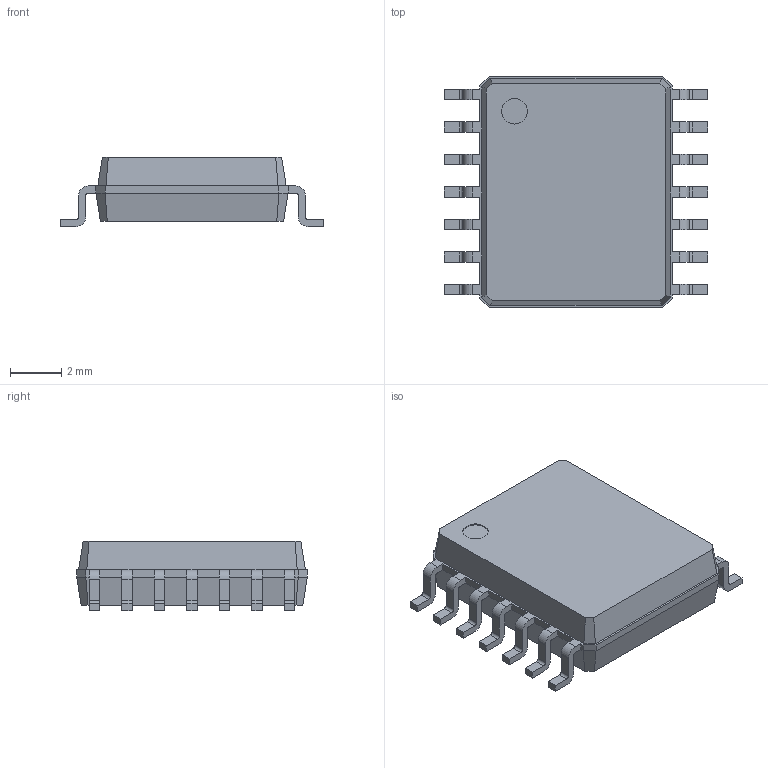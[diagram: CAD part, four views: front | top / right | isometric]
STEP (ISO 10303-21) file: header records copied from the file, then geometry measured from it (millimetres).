
FILE_DESCRIPTION(/* description */ ('model of SOIC-14W_7.5x9.0mm_P1.27mm'),/* implementation_level */ '2;1');
FILE_NAME(/* name */ 'SOIC-14W_7.5x9.0mm_P1.27mm.step',/* time_stamp */ '2018-05-05T17:48:23',/* author */ ('kicad StepUp','ksu'),/* organization */ ('FreeCAD'),/* preprocessor_version */ 'OCC',/* originating_system */ 'kicad StepUp',/* authorisation */ '');
FILE_SCHEMA(('AUTOMOTIVE_DESIGN { 1 0 10303 214 1 1 1 1 }'));
Length unit declared in the file: millimetre
Products named in the file (1): SOIC_14W_75x90mm_P127mm
Bounding box: 10.3 x 9 x 2.7 mm (x, y, z)
Volume: 163.3 mm3; surface area: 251.4 mm2
Topology: 1 solids, 1 shells, 246 faces, 649 edges, 406 vertices
Faces by surface type: plane 151, cylinder 57, bspline 38
Full cylindrical faces by diameter (mm): 1 x1
Entity records: 4838 total; most frequent: ORIENTED_EDGE 1114, EDGE_CURVE 649, CARTESIAN_POINT 549, VERTEX_POINT 406, LINE 405, AXIS2_PLACEMENT_3D 287, FACE_BOUND 247, EDGE_LOOP 247
